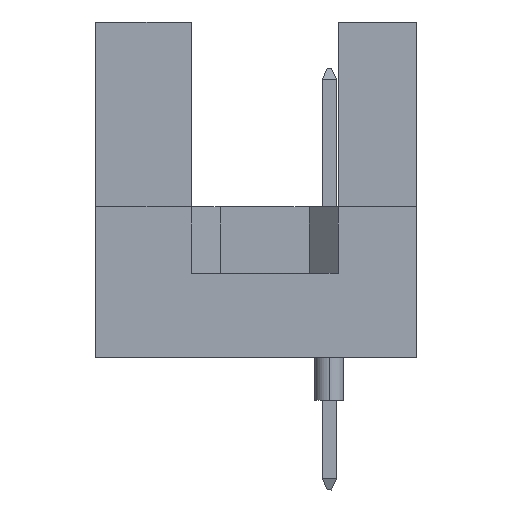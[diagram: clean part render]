
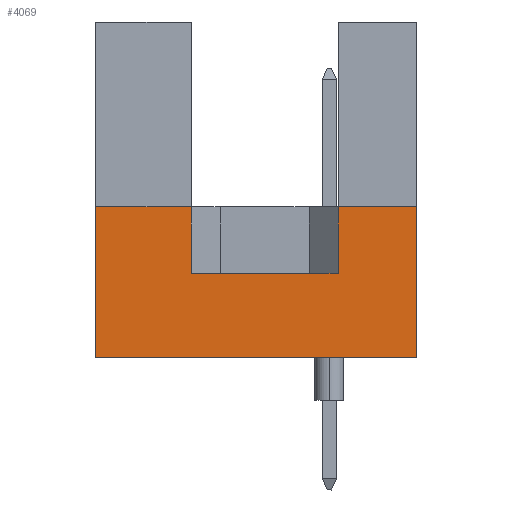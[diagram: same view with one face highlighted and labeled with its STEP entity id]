
A CAD part, left-side view. The second image highlights one B-rep face of the part: STEP entity #4069.
In plain terms, the highlighted planar face has unit normal (-1, 0, 0).
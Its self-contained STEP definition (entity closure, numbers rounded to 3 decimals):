
#340 = VECTOR ( 'NONE', #7710, 1000. ) ;
#343 = ORIENTED_EDGE ( 'NONE', *, *, #7070, .F. ) ;
#513 = EDGE_CURVE ( 'NONE', #8217, #6351, #2773, .T. ) ;
#936 = CARTESIAN_POINT ( 'NONE',  ( -27.5, 11.1, 0. ) ) ;
#963 = EDGE_CURVE ( 'NONE', #7638, #3861, #1932, .T. ) ;
#1060 = CARTESIAN_POINT ( 'NONE',  ( -27.5, 0., 5.2 ) ) ;
#1089 = LINE ( 'NONE', #7670, #340 ) ;
#1549 = EDGE_CURVE ( 'NONE', #3534, #5422, #7512, .T. ) ;
#1932 = LINE ( 'NONE', #6433, #4708 ) ;
#2531 = DIRECTION ( 'NONE',  ( 0., -1., 0. ) ) ;
#2629 = VERTEX_POINT ( 'NONE', #6812 ) ;
#2654 = ORIENTED_EDGE ( 'NONE', *, *, #8275, .T. ) ;
#2657 = VECTOR ( 'NONE', #7322, 1000. ) ;
#2773 = LINE ( 'NONE', #7874, #7006 ) ;
#3016 = CARTESIAN_POINT ( 'NONE',  ( -27.5, 2.71, 2.9 ) ) ;
#3099 = ORIENTED_EDGE ( 'NONE', *, *, #963, .F. ) ;
#3452 = CARTESIAN_POINT ( 'NONE',  ( -27.5, 7.79, 5.2 ) ) ;
#3534 = VERTEX_POINT ( 'NONE', #7154 ) ;
#3649 = VECTOR ( 'NONE', #6220, 1000. ) ;
#3783 = VERTEX_POINT ( 'NONE', #6271 ) ;
#3861 = VERTEX_POINT ( 'NONE', #4273 ) ;
#3934 = PLANE ( 'NONE',  #6938 ) ;
#4069 = ADVANCED_FACE ( 'NONE', ( #5346 ), #3934, .F. ) ;
#4161 = ORIENTED_EDGE ( 'NONE', *, *, #9493, .F. ) ;
#4273 = CARTESIAN_POINT ( 'NONE',  ( -27.5, 2.71, 2.9 ) ) ;
#4466 = DIRECTION ( 'NONE',  ( 0., -1., 0. ) ) ;
#4511 = DIRECTION ( 'NONE',  ( 0., 0., 1. ) ) ;
#4525 = LINE ( 'NONE', #5155, #2657 ) ;
#4552 = ORIENTED_EDGE ( 'NONE', *, *, #5779, .F. ) ;
#4708 = VECTOR ( 'NONE', #9336, 1000. ) ;
#5155 = CARTESIAN_POINT ( 'NONE',  ( -27.5, 11.1, 5.2 ) ) ;
#5249 = EDGE_LOOP ( 'NONE', ( #3099, #8561, #8215, #4161, #2654, #6769, #343, #4552 ) ) ;
#5346 = FACE_OUTER_BOUND ( 'NONE', #5249, .T. ) ;
#5422 = VERTEX_POINT ( 'NONE', #3452 ) ;
#5779 = EDGE_CURVE ( 'NONE', #3861, #3783, #7601, .T. ) ;
#5796 = CARTESIAN_POINT ( 'NONE',  ( -27.5, 7.79, 2.9 ) ) ;
#5800 = VECTOR ( 'NONE', #4466, 1000. ) ;
#6016 = CARTESIAN_POINT ( 'NONE',  ( -27.5, 11.1, 5.2 ) ) ;
#6220 = DIRECTION ( 'NONE',  ( 0., 0., 1. ) ) ;
#6267 = CARTESIAN_POINT ( 'NONE',  ( -27.5, 11.1, 0. ) ) ;
#6271 = CARTESIAN_POINT ( 'NONE',  ( -27.5, 2.71, 5.2 ) ) ;
#6351 = VERTEX_POINT ( 'NONE', #1060 ) ;
#6433 = CARTESIAN_POINT ( 'NONE',  ( -27.5, 7.79, 2.9 ) ) ;
#6505 = VECTOR ( 'NONE', #4511, 1000. ) ;
#6536 = DIRECTION ( 'NONE',  ( 0., 0., 1. ) ) ;
#6769 = ORIENTED_EDGE ( 'NONE', *, *, #513, .T. ) ;
#6812 = CARTESIAN_POINT ( 'NONE',  ( -27.5, 11.1, 0. ) ) ;
#6830 = LINE ( 'NONE', #936, #8381 ) ;
#6838 = DIRECTION ( 'NONE',  ( 1., 0., 0. ) ) ;
#6880 = EDGE_CURVE ( 'NONE', #7638, #5422, #1089, .T. ) ;
#6884 = DIRECTION ( 'NONE',  ( 0., 0., -1. ) ) ;
#6938 = AXIS2_PLACEMENT_3D ( 'NONE', #9023, #6838, #6884 ) ;
#7006 = VECTOR ( 'NONE', #6536, 1000. ) ;
#7070 = EDGE_CURVE ( 'NONE', #3783, #6351, #4525, .T. ) ;
#7154 = CARTESIAN_POINT ( 'NONE',  ( -27.5, 11.1, 5.2 ) ) ;
#7322 = DIRECTION ( 'NONE',  ( 0., -1., 0. ) ) ;
#7512 = LINE ( 'NONE', #6016, #5800 ) ;
#7601 = LINE ( 'NONE', #3016, #6505 ) ;
#7638 = VERTEX_POINT ( 'NONE', #5796 ) ;
#7670 = CARTESIAN_POINT ( 'NONE',  ( -27.5, 7.79, 2.9 ) ) ;
#7710 = DIRECTION ( 'NONE',  ( 0., 0., 1. ) ) ;
#7874 = CARTESIAN_POINT ( 'NONE',  ( -27.5, 0., 0. ) ) ;
#8215 = ORIENTED_EDGE ( 'NONE', *, *, #1549, .F. ) ;
#8217 = VERTEX_POINT ( 'NONE', #8283 ) ;
#8275 = EDGE_CURVE ( 'NONE', #2629, #8217, #6830, .T. ) ;
#8283 = CARTESIAN_POINT ( 'NONE',  ( -27.5, 0., 0. ) ) ;
#8381 = VECTOR ( 'NONE', #2531, 1000. ) ;
#8561 = ORIENTED_EDGE ( 'NONE', *, *, #6880, .T. ) ;
#9023 = CARTESIAN_POINT ( 'NONE',  ( -27.5, 11.1, 0. ) ) ;
#9261 = LINE ( 'NONE', #6267, #3649 ) ;
#9336 = DIRECTION ( 'NONE',  ( 0., -1., 0. ) ) ;
#9493 = EDGE_CURVE ( 'NONE', #2629, #3534, #9261, .T. ) ;
